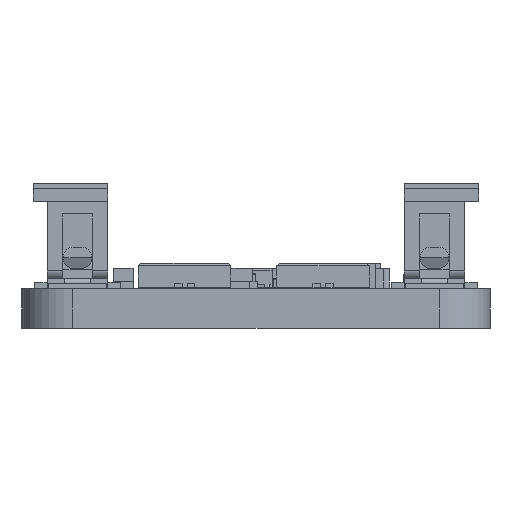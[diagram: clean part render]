
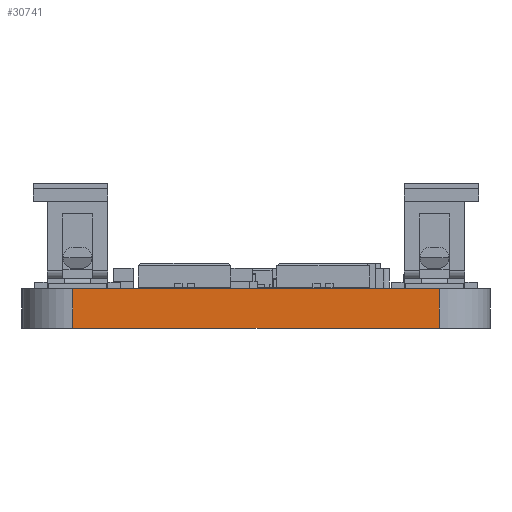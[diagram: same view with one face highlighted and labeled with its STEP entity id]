
A CAD part, left-side view. The second image highlights one B-rep face of the part: STEP entity #30741.
In plain terms, the highlighted planar face has unit normal (-1, 0, 0).
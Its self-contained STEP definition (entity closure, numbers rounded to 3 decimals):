
#1608=PLANE('',#32689);
#3013=FACE_OUTER_BOUND('',#4678,.T.);
#4678=EDGE_LOOP('',(#21969,#21970,#21971,#21972));
#6485=LINE('',#43425,#10277);
#6507=LINE('',#43482,#10299);
#6508=LINE('',#43484,#10300);
#6509=LINE('',#43485,#10301);
#10277=VECTOR('',#35164,10.);
#10299=VECTOR('',#35218,10.);
#10300=VECTOR('',#35221,10.);
#10301=VECTOR('',#35222,10.);
#14679=VERTEX_POINT('',#43422);
#14680=VERTEX_POINT('',#43424);
#14698=VERTEX_POINT('',#43478);
#14699=VERTEX_POINT('',#43480);
#17525=EDGE_CURVE('',#14679,#14680,#6485,.T.);
#17554=EDGE_CURVE('',#14698,#14699,#6507,.T.);
#17555=EDGE_CURVE('',#14679,#14698,#6508,.T.);
#17556=EDGE_CURVE('',#14680,#14699,#6509,.T.);
#21969=ORIENTED_EDGE('',*,*,#17555,.T.);
#21970=ORIENTED_EDGE('',*,*,#17554,.T.);
#21971=ORIENTED_EDGE('',*,*,#17556,.F.);
#21972=ORIENTED_EDGE('',*,*,#17525,.F.);
#30741=ADVANCED_FACE('',(#3013),#1608,.T.);
#32689=AXIS2_PLACEMENT_3D('',#43483,#35219,#35220);
#35164=DIRECTION('',(0.,0.,1.));
#35218=DIRECTION('',(0.,0.,1.));
#35219=DIRECTION('center_axis',(-1.,0.,0.));
#35220=DIRECTION('ref_axis',(0.,-1.,0.));
#35221=DIRECTION('',(0.,-1.,0.));
#35222=DIRECTION('',(0.,-1.,0.));
#43422=CARTESIAN_POINT('',(0.,16.5,0.));
#43424=CARTESIAN_POINT('',(0.,16.5,1.575));
#43425=CARTESIAN_POINT('',(0.,16.5,0.));
#43478=CARTESIAN_POINT('',(0.,2.,0.));
#43480=CARTESIAN_POINT('',(0.,2.,1.575));
#43482=CARTESIAN_POINT('',(0.,2.,0.));
#43483=CARTESIAN_POINT('Origin',(0.,16.5,0.));
#43484=CARTESIAN_POINT('',(0.,16.5,0.));
#43485=CARTESIAN_POINT('',(0.,16.5,1.575));
